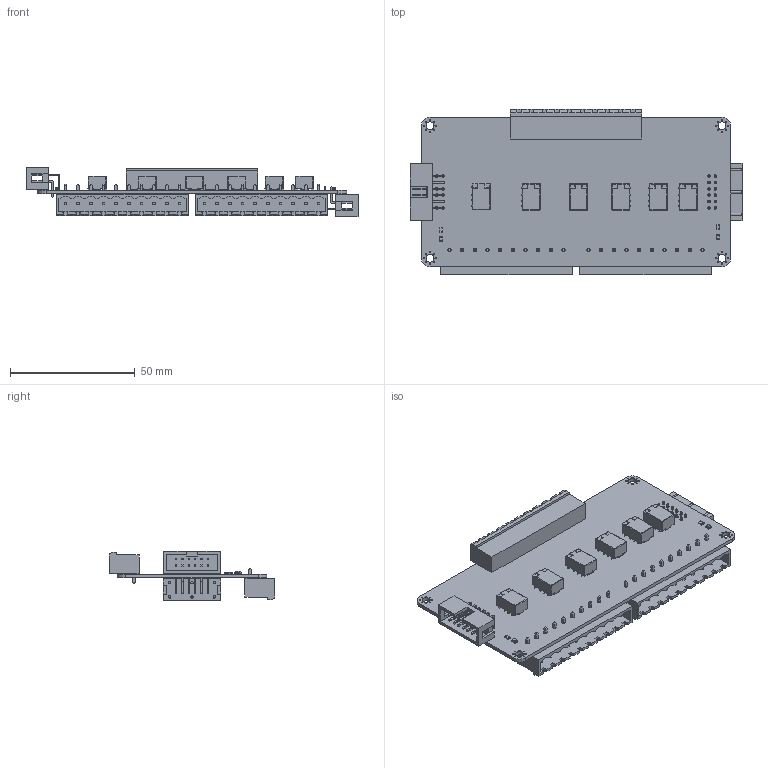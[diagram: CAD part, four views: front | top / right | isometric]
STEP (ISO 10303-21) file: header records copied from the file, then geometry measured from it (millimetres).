
FILE_DESCRIPTION(('KiCad electronic assembly'),'2;1');
FILE_NAME('eurocard_mux.step','2026-01-15T15:36:18',('Pcbnew'),('Kicad') ,'Open CASCADE STEP processor 7.9','KiCad to STEP converter','Unknown' );
FILE_SCHEMA(('AUTOMOTIVE_DESIGN { 1 0 10303 214 1 1 1 1 }'));
Length unit declared in the file: millimetre
Products named in the file (7): eurocard_mux 1; AGQ200S12Z v1; R_0805_2012Metric; IDC-Header_2x06_P2.54mm_Horizontal; LED_0805_2012Metric; PhoenixContact_MSTBA_2,5_10-G-5,08_1x10_P5.08mm_Horizontal; eurocard_mux_PCB
Assembly tree (16 placements, depth 2):
  eurocard_mux 1
    AGQ200S12Z v1  x6
    R_0805_2012Metric  x2
    IDC-Header_2x06_P2.54mm_Horizontal  x2
    LED_0805_2012Metric  x2
    PhoenixContact_MSTBA_2,5_10-G-5,08_1x10_P5.08mm_Horizontal  x3
    eurocard_mux_PCB
Bounding box: 133.06 x 66.44 x 19.87 mm (x, y, z)
Volume: 22981.6 mm3; surface area: 32403.3 mm2
Topology: 16 solids, 16 shells, 2301 faces, 5673 edges, 3518 vertices
Faces by surface type: plane 1743, cylinder 486, sphere 72
Full cylindrical faces by diameter (mm): 0.5 x32, 1 x36, 1.4 x30, 3.2 x4
Entity records: 29681 total; most frequent: CARTESIAN_POINT 4292, ORIENTED_EDGE 4216, DIRECTION 4202, EDGE_CURVE 2108, LINE 1738, VECTOR 1738, VERTEX_POINT 1322, AXIS2_PLACEMENT_3D 1232
